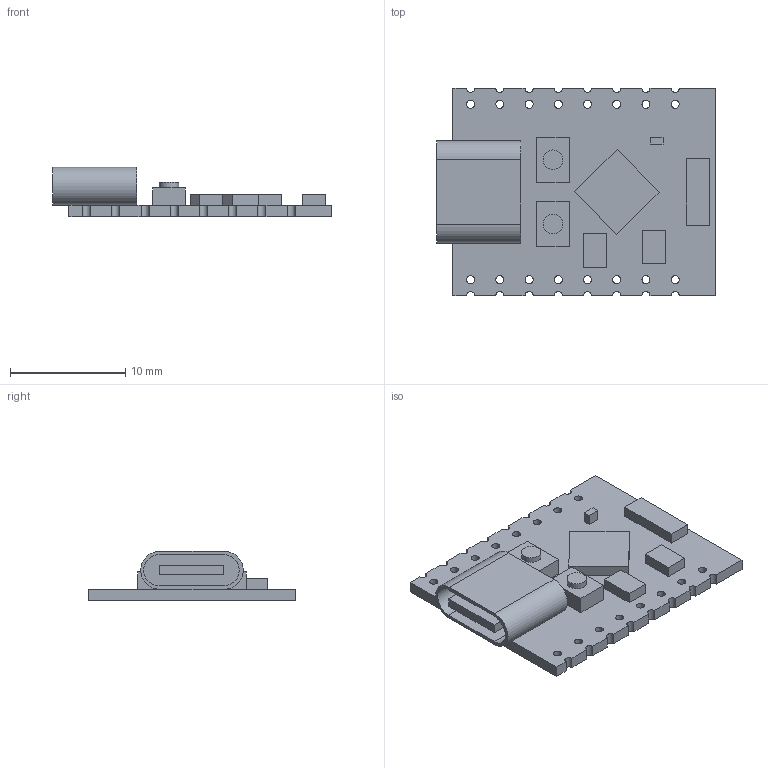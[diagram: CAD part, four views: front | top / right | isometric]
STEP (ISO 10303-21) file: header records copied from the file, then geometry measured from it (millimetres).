
FILE_DESCRIPTION(('FreeCAD Model'),'2;1');
FILE_NAME('Open CASCADE Shape Model','2025-02-13T13:14:05',( 'Stefan Roeper'),(''),'Open CASCADE STEP processor 7.8','FreeCAD', 'Unknown');
FILE_SCHEMA(('AUTOMOTIVE_DESIGN { 1 0 10303 214 1 1 1 1 }'));
Length unit declared in the file: millimetre
Products named in the file (1): ESP32C3SuperMini
Bounding box: 24.2 x 18 x 4.3 mm (x, y, z)
Volume: 577.7 mm3; surface area: 1381.4 mm2
Topology: 1 solids, 1 shells, 109 faces, 286 edges, 190 vertices
Faces by surface type: plane 71, cylinder 38
Full cylindrical faces by diameter (mm): 0.7 x16, 1.7 x2
Entity records: 7362 total; most frequent: CARTESIAN_POINT 1554, DIRECTION 1088, LINE 706, VECTOR 706, ORIENTED_EDGE 572, PCURVE 572, DEFINITIONAL_REPRESENTATION 572, EDGE_CURVE 286
